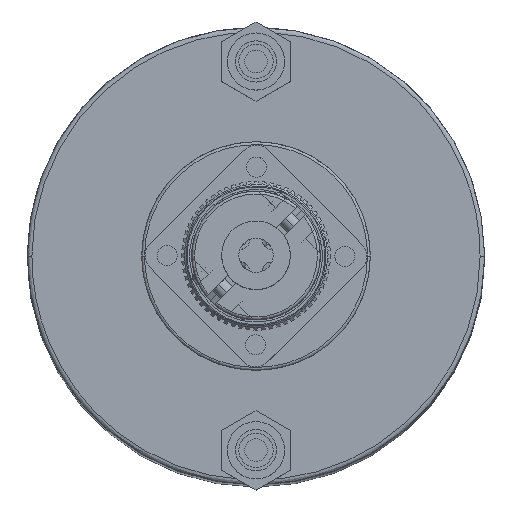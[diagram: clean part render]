
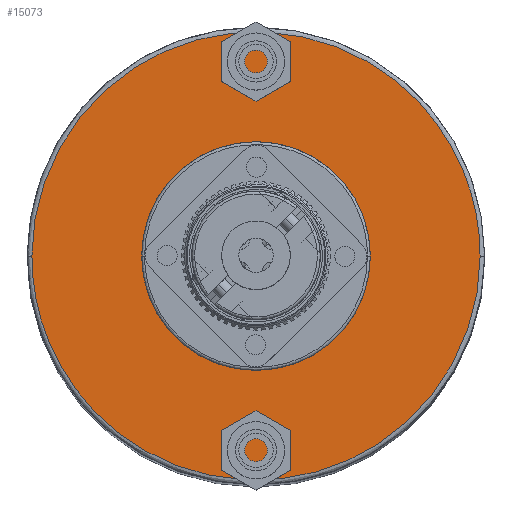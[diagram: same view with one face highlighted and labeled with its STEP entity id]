
A CAD part, top view. The second image highlights one B-rep face of the part: STEP entity #15073.
In plain terms, the highlighted face is planar.
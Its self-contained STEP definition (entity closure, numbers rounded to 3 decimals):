
#2842 = CARTESIAN_POINT ( 'NONE',  ( 2., 0., 0. ) ) ;
#3152 = CARTESIAN_POINT ( 'NONE',  ( 2., 0., -20. ) ) ;
#3912 =( BOUNDED_CURVE ( )  B_SPLINE_CURVE ( 3, ( #38307, #22021, #13381, #30333 ),
 .UNSPECIFIED., .F., .T. ) 
 B_SPLINE_CURVE_WITH_KNOTS ( ( 4, 4 ),
 ( 0., 1. ),
 .UNSPECIFIED. ) 
 CURVE ( )  GEOMETRIC_REPRESENTATION_ITEM ( )  RATIONAL_B_SPLINE_CURVE ( ( 1., 0.333, 0.333, 1. ) ) 
 REPRESENTATION_ITEM ( '' )  );
#6172 = DIRECTION ( 'NONE',  ( -1., 0., 0. ) ) ;
#12055 = EDGE_LOOP ( 'NONE', ( #78616, #82173 ) ) ;
#12621 = DIRECTION ( 'NONE',  ( 1., 0., 0. ) ) ;
#13381 = CARTESIAN_POINT ( 'NONE',  ( 2., -78.4, -39.2 ) ) ;
#15073 = ADVANCED_FACE ( 'NONE', ( #45769, #95426 ), #35503, .F. ) ;
#17643 = CIRCLE ( 'NONE', #101412, 20. ) ;
#17747 =( BOUNDED_CURVE ( )  B_SPLINE_CURVE ( 3, ( #47503, #30886, #79696, #63760 ),
 .UNSPECIFIED., .F., .F. ) 
 B_SPLINE_CURVE_WITH_KNOTS ( ( 4, 4 ),
 ( 0., 1. ),
 .UNSPECIFIED. ) 
 CURVE ( )  GEOMETRIC_REPRESENTATION_ITEM ( )  RATIONAL_B_SPLINE_CURVE ( ( 1., 0.333, 0.333, 1. ) ) 
 REPRESENTATION_ITEM ( '' )  );
#22021 = CARTESIAN_POINT ( 'NONE',  ( 2., -78.4, 39.2 ) ) ;
#30333 = CARTESIAN_POINT ( 'NONE',  ( 2., 0., -39.2 ) ) ;
#30886 = CARTESIAN_POINT ( 'NONE',  ( 2., 78.4, -39.2 ) ) ;
#32560 = VERTEX_POINT ( 'NONE', #87291 ) ;
#32659 = AXIS2_PLACEMENT_3D ( 'NONE', #93457, #6172, #53598 ) ;
#35408 = CARTESIAN_POINT ( 'NONE',  ( 2., 0., 20. ) ) ;
#35503 = PLANE ( 'NONE',  #95224 ) ;
#38199 = EDGE_CURVE ( 'NONE', #43759, #32560, #3912, .T. ) ;
#38307 = CARTESIAN_POINT ( 'NONE',  ( 2., 0., 39.2 ) ) ;
#42634 = DIRECTION ( 'NONE',  ( -1., 0., 0. ) ) ;
#43759 = VERTEX_POINT ( 'NONE', #76158 ) ;
#45769 = FACE_OUTER_BOUND ( 'NONE', #12055, .T. ) ;
#47503 = CARTESIAN_POINT ( 'NONE',  ( 2., 0., -39.2 ) ) ;
#52296 = EDGE_LOOP ( 'NONE', ( #96944, #74227 ) ) ;
#53598 = DIRECTION ( 'NONE',  ( 0., 0., 1. ) ) ;
#59687 = CARTESIAN_POINT ( 'NONE',  ( 2., 39.2, 0. ) ) ;
#63760 = CARTESIAN_POINT ( 'NONE',  ( 2., 0., 39.2 ) ) ;
#74227 = ORIENTED_EDGE ( 'NONE', *, *, #86121, .F. ) ;
#76158 = CARTESIAN_POINT ( 'NONE',  ( 2., 0., 39.2 ) ) ;
#78193 = CIRCLE ( 'NONE', #32659, 20. ) ;
#78616 = ORIENTED_EDGE ( 'NONE', *, *, #38199, .F. ) ;
#79696 = CARTESIAN_POINT ( 'NONE',  ( 2., 78.4, 39.2 ) ) ;
#81717 = EDGE_CURVE ( 'NONE', #93605, #89738, #78193, .T. ) ;
#82173 = ORIENTED_EDGE ( 'NONE', *, *, #92534, .F. ) ;
#86121 = EDGE_CURVE ( 'NONE', #89738, #93605, #17643, .T. ) ;
#87291 = CARTESIAN_POINT ( 'NONE',  ( 2., 0., -39.2 ) ) ;
#89738 = VERTEX_POINT ( 'NONE', #3152 ) ;
#89747 = DIRECTION ( 'NONE',  ( 0., 0., 1. ) ) ;
#91262 = DIRECTION ( 'NONE',  ( 0., 0., -1. ) ) ;
#92534 = EDGE_CURVE ( 'NONE', #32560, #43759, #17747, .T. ) ;
#93457 = CARTESIAN_POINT ( 'NONE',  ( 2., 0., 0. ) ) ;
#93605 = VERTEX_POINT ( 'NONE', #35408 ) ;
#95224 = AXIS2_PLACEMENT_3D ( 'NONE', #59687, #12621, #91262 ) ;
#95426 = FACE_BOUND ( 'NONE', #52296, .T. ) ;
#96944 = ORIENTED_EDGE ( 'NONE', *, *, #81717, .F. ) ;
#101412 = AXIS2_PLACEMENT_3D ( 'NONE', #2842, #42634, #89747 ) ;
